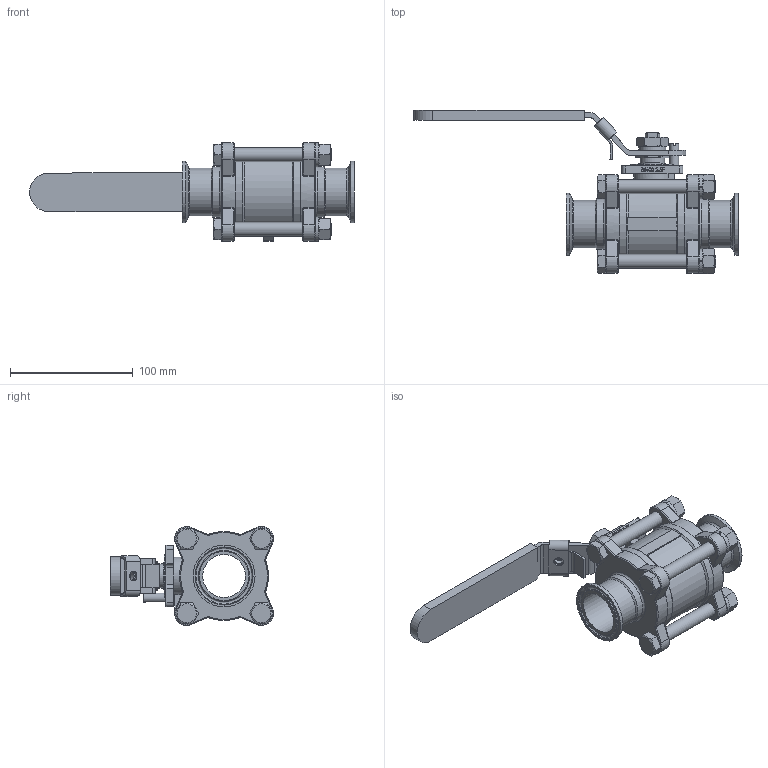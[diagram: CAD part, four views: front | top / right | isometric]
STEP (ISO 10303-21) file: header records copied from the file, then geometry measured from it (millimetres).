
FILE_DESCRIPTION(/* description */ (''),/* implementation_level */ '2;1');
FILE_NAME(/* name */ 'BLV2C-15.stp',/* time_stamp */ '2019-06-24T15:51:58-04:00',/* author */ ('rick'),/* organization */ (''),/* preprocessor_version */ 'ST-DEVELOPER v15.2',/* originating_system */ 'Autodesk Inventor 2014',/* authorisation */ '');
FILE_SCHEMA (('AUTOMOTIVE_DESIGN { 1 0 10303 214 3 1 1 }'));
Length unit declared in the file: inch
Products named in the file (13): BLV2C-15BODY; BLV2C-15STEM; BLV2C-15GLAND; BLV2C-15HANDLE; BLV2C-15LOCK; ANSI B18.2.2 - 1_2 - 13(9); ASME B18.21.1 - 1_2(2); BLV2C-15FLANGE; BLV2C-15BOLT; ASME B18.21.1 - 7_16(2); ANSI B18.2.2 - 7_16 - 14(2); BLV2C-15PIN; BLV2C-15
Bounding box: 264.29 x 132.99 x 80.35 mm (x, y, z)
Volume: 285750.2 mm3; surface area: 130417.6 mm2
Topology: 22 solids, 22 shells, 928 faces, 2293 edges, 1465 vertices
Faces by surface type: plane 431, bspline 176, cylinder 162, cone 92, torus 66, sphere 1
Full cylindrical faces by diameter (mm): 6 x5, 7.468 x1, 7.925 x2, 9.144 x4, 10.592 x1, 11.112 x4, 11.989 x9, 15.875 x2, 16.51 x1, 18.948 x1, 19.761 x1, 20.371 x2, 22 x1, 34.798 x2, 34.925 x1, 38.887 x2, 41.275 x2, 50.394 x2, 62.992 x1, 66.802 x2, 72.263 x2, 72.39 x2
Entity records: 22881 total; most frequent: CARTESIAN_POINT 6843, ORIENTED_EDGE 3482, DIRECTION 2720, EDGE_CURVE 1741, VERTEX_POINT 1164, LINE 998, VECTOR 998, AXIS2_PLACEMENT_3D 861
